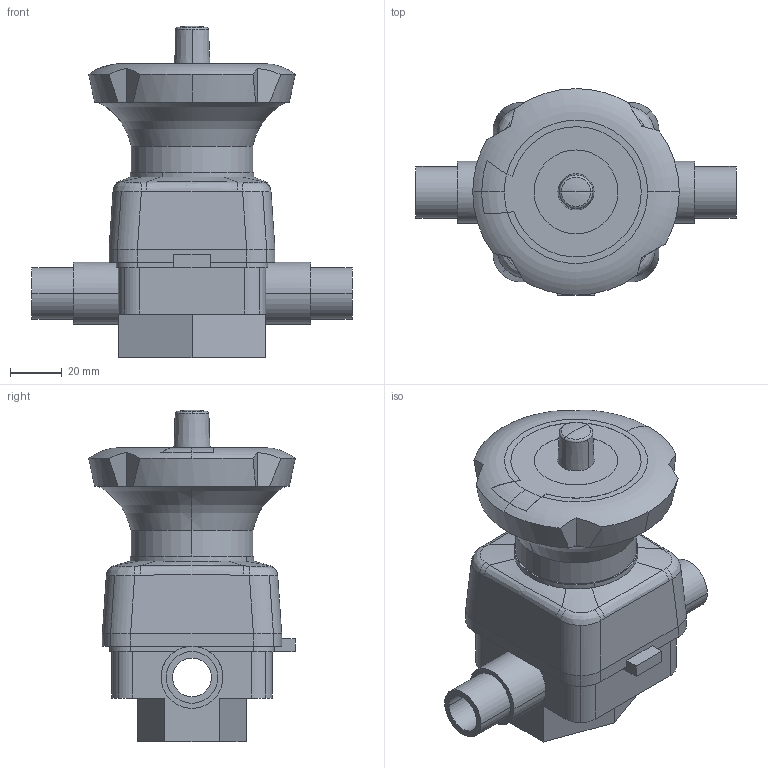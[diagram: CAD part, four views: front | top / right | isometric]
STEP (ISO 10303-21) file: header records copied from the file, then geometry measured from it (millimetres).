
FILE_DESCRIPTION(('STEP AP214'),'1');
FILE_NAME('dkdv020e.stp','2017-04-04T17:39:53',('TraceParts'),('TraceParts S.A.'),'Spatial InterOp 3D',' ',' ');
FILE_SCHEMA(('automotive_design'));
Length unit declared in the file: millimetre
Products named in the file (4): dkdv020e_1; dkdv020e_2; dkdv020e_3; dkdv020e_4
Bounding box: 124 x 80 x 128.55 mm (x, y, z)
Volume: 356916 mm3; surface area: 59992.5 mm2
Topology: 4 solids, 4 shells, 172 faces, 439 edges, 279 vertices
Faces by surface type: plane 71, cylinder 59, bspline 26, torus 8, cone 8
Entity records: 8017 total; most frequent: CARTESIAN_POINT 2434, ORIENTED_EDGE 874, DIRECTION 864, EDGE_CURVE 437, AXIS2_PLACEMENT_3D 337, VERTEX_POINT 279, LINE 190, VECTOR 190
